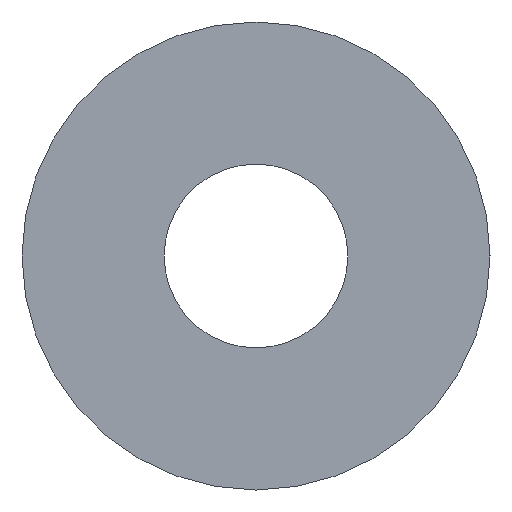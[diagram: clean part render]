
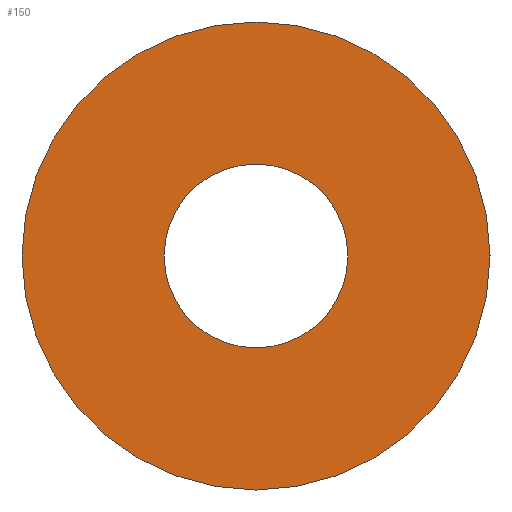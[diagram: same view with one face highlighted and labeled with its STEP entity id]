
A CAD part, left-side view. The second image highlights one B-rep face of the part: STEP entity #150.
In plain terms, the highlighted planar face has unit normal (-1, 0, 0).
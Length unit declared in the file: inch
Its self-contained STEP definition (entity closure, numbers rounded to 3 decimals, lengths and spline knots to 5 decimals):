
#5 = CARTESIAN_POINT ( 'NONE',  ( -1., 0., -0.098 ) ) ;
#10 = FACE_BOUND ( 'NONE', #29, .T. ) ;
#12 = VERTEX_POINT ( 'NONE', #98 ) ;
#21 = ORIENTED_EDGE ( 'NONE', *, *, #90, .F. ) ;
#26 = EDGE_LOOP ( 'NONE', ( #158, #21 ) ) ;
#28 = VERTEX_POINT ( 'NONE', #161 ) ;
#29 = EDGE_LOOP ( 'NONE', ( #183, #85 ) ) ;
#33 = FACE_OUTER_BOUND ( 'NONE', #26, .T. ) ;
#56 = CIRCLE ( 'NONE', #187, 0.2495 ) ;
#66 = DIRECTION ( 'NONE',  ( 0., 0., -1. ) ) ;
#81 = EDGE_CURVE ( 'NONE', #28, #120, #153, .T. ) ;
#82 = DIRECTION ( 'NONE',  ( 1., 0., 0. ) ) ;
#85 = ORIENTED_EDGE ( 'NONE', *, *, #109, .T. ) ;
#87 = PLANE ( 'NONE',  #190 ) ;
#90 = EDGE_CURVE ( 'NONE', #12, #220, #138, .T. ) ;
#91 = AXIS2_PLACEMENT_3D ( 'NONE', #118, #179, #188 ) ;
#98 = CARTESIAN_POINT ( 'NONE',  ( -1., 0., -0.2495 ) ) ;
#106 = AXIS2_PLACEMENT_3D ( 'NONE', #144, #216, #177 ) ;
#109 = EDGE_CURVE ( 'NONE', #120, #28, #205, .T. ) ;
#116 = DIRECTION ( 'NONE',  ( 0., 0., -1. ) ) ;
#118 = CARTESIAN_POINT ( 'NONE',  ( -1., 0., 0. ) ) ;
#120 = VERTEX_POINT ( 'NONE', #5 ) ;
#122 = DIRECTION ( 'NONE',  ( 0., 0., -1. ) ) ;
#125 = DIRECTION ( 'NONE',  ( 1., 0., 0. ) ) ;
#132 = CARTESIAN_POINT ( 'NONE',  ( -1., 0., 0. ) ) ;
#135 = DIRECTION ( 'NONE',  ( 1., 0., 0. ) ) ;
#138 = CIRCLE ( 'NONE', #91, 0.2495 ) ;
#144 = CARTESIAN_POINT ( 'NONE',  ( -1., 0., 0. ) ) ;
#148 = CARTESIAN_POINT ( 'NONE',  ( -1., 0., 0.2495 ) ) ;
#150 = ADVANCED_FACE ( 'NONE', ( #33, #10 ), #87, .F. ) ;
#153 = CIRCLE ( 'NONE', #155, 0.098 ) ;
#155 = AXIS2_PLACEMENT_3D ( 'NONE', #192, #125, #116 ) ;
#158 = ORIENTED_EDGE ( 'NONE', *, *, #175, .F. ) ;
#161 = CARTESIAN_POINT ( 'NONE',  ( -1., 0., 0.098 ) ) ;
#165 = CARTESIAN_POINT ( 'NONE',  ( -1., 0., 0. ) ) ;
#175 = EDGE_CURVE ( 'NONE', #220, #12, #56, .T. ) ;
#177 = DIRECTION ( 'NONE',  ( 0., 0., -1. ) ) ;
#179 = DIRECTION ( 'NONE',  ( 1., 0., 0. ) ) ;
#183 = ORIENTED_EDGE ( 'NONE', *, *, #81, .T. ) ;
#187 = AXIS2_PLACEMENT_3D ( 'NONE', #165, #135, #66 ) ;
#188 = DIRECTION ( 'NONE',  ( 0., 0., -1. ) ) ;
#190 = AXIS2_PLACEMENT_3D ( 'NONE', #132, #82, #122 ) ;
#192 = CARTESIAN_POINT ( 'NONE',  ( -1., 0., 0. ) ) ;
#205 = CIRCLE ( 'NONE', #106, 0.098 ) ;
#216 = DIRECTION ( 'NONE',  ( 1., 0., 0. ) ) ;
#220 = VERTEX_POINT ( 'NONE', #148 ) ;
